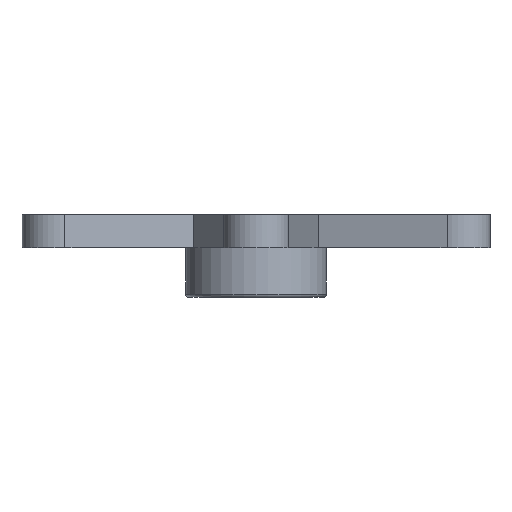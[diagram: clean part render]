
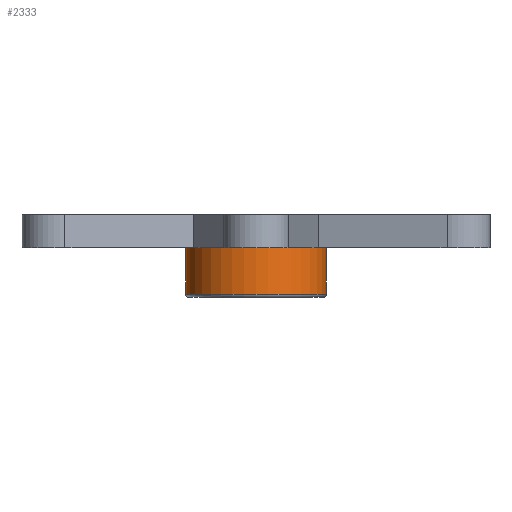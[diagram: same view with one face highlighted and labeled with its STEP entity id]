
A CAD part, front view. The second image highlights one B-rep face of the part: STEP entity #2333.
In plain terms, the highlighted cylindrical face has radius 4.25 mm (diameter 8.5 mm), a full revolution.
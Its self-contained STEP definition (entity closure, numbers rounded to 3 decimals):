
#148=LINE('',#3541,#381);
#381=VECTOR('',#2864,4.25);
#612=CYLINDRICAL_SURFACE('',#2522,4.25);
#668=FACE_OUTER_BOUND('',#790,.T.);
#790=EDGE_LOOP('',(#1719,#1720,#1721,#1722,#1723));
#936=CIRCLE('',#2456,4.25);
#937=CIRCLE('',#2457,4.25);
#981=CIRCLE('',#2523,4.25);
#1046=VERTEX_POINT('',#3402);
#1047=VERTEX_POINT('',#3403);
#1094=VERTEX_POINT('',#3540);
#1279=EDGE_CURVE('',#1046,#1047,#936,.T.);
#1280=EDGE_CURVE('',#1047,#1046,#937,.T.);
#1347=EDGE_CURVE('',#1046,#1094,#148,.T.);
#1348=EDGE_CURVE('',#1094,#1094,#981,.T.);
#1719=ORIENTED_EDGE('',*,*,#1279,.T.);
#1720=ORIENTED_EDGE('',*,*,#1280,.T.);
#1721=ORIENTED_EDGE('',*,*,#1347,.T.);
#1722=ORIENTED_EDGE('',*,*,#1348,.T.);
#1723=ORIENTED_EDGE('',*,*,#1347,.F.);
#2333=ADVANCED_FACE('',(#668),#612,.T.);
#2456=AXIS2_PLACEMENT_3D('',#3404,#2707,#2708);
#2457=AXIS2_PLACEMENT_3D('',#3405,#2709,#2710);
#2522=AXIS2_PLACEMENT_3D('',#3539,#2862,#2863);
#2523=AXIS2_PLACEMENT_3D('',#3542,#2865,#2866);
#2707=DIRECTION('center_axis',(0.,0.,1.));
#2708=DIRECTION('ref_axis',(1.,0.,0.));
#2709=DIRECTION('center_axis',(0.,0.,1.));
#2710=DIRECTION('ref_axis',(1.,0.,0.));
#2862=DIRECTION('center_axis',(0.,0.,-1.));
#2863=DIRECTION('ref_axis',(-1.,0.,0.));
#2864=DIRECTION('',(0.,0.,1.));
#2865=DIRECTION('center_axis',(0.,0.,-1.));
#2866=DIRECTION('ref_axis',(-1.,0.,0.));
#3402=CARTESIAN_POINT('',(4.25,0.,0.2));
#3403=CARTESIAN_POINT('',(-4.25,0.,0.2));
#3404=CARTESIAN_POINT('Origin',(0.,0.,0.2));
#3405=CARTESIAN_POINT('Origin',(0.,0.,0.2));
#3539=CARTESIAN_POINT('Origin',(0.,0.,5.));
#3540=CARTESIAN_POINT('',(4.25,0.,3.));
#3541=CARTESIAN_POINT('',(4.25,0.,5.));
#3542=CARTESIAN_POINT('Origin',(0.,0.,3.));
